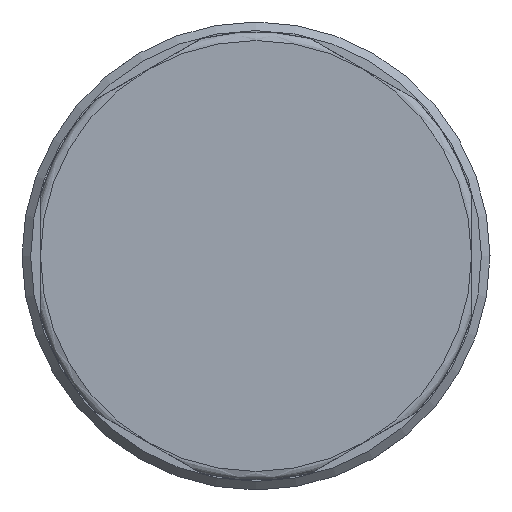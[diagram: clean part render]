
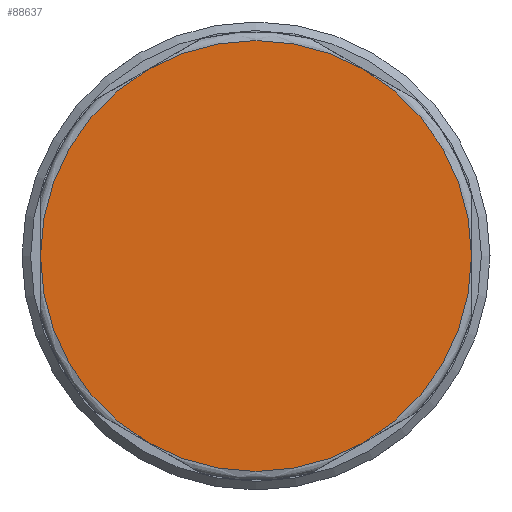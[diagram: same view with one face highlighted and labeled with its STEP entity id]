
A CAD part, left-side view. The second image highlights one B-rep face of the part: STEP entity #88637.
In plain terms, the highlighted planar face has unit normal (-1, 0, 0).
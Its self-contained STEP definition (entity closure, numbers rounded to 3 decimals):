
#87651=CARTESIAN_POINT('',(0.0,6.25,-10.825));
#87652=VERTEX_POINT('',#87651);
#87753=CARTESIAN_POINT('',(0.0,-6.25,-10.825));
#87754=VERTEX_POINT('',#87753);
#87857=CARTESIAN_POINT('',(0.0,-12.5,0.));
#87858=VERTEX_POINT('',#87857);
#87961=CARTESIAN_POINT('',(0.0,-6.25,10.825));
#87962=VERTEX_POINT('',#87961);
#88065=CARTESIAN_POINT('',(0.0,6.25,10.825));
#88066=VERTEX_POINT('',#88065);
#88144=CARTESIAN_POINT('',(0.0,12.5,0.0));
#88145=VERTEX_POINT('',#88144);
#88163=CARTESIAN_POINT('',(0.0,0.0,0.0));
#88164=DIRECTION('',(1.0,0.0,0.0));
#88165=DIRECTION('',(0.0,-1.0,0.0));
#88166=AXIS2_PLACEMENT_3D('',#88163,#88164,#88165);
#88167=CIRCLE('',#88166,12.5);
#88168=EDGE_CURVE('',#88145,#88066,#88167,.T.);
#88187=CARTESIAN_POINT('',(0.0,0.0,0.0));
#88188=DIRECTION('',(1.0,0.0,0.0));
#88189=DIRECTION('',(0.0,-1.0,0.0));
#88190=AXIS2_PLACEMENT_3D('',#88187,#88188,#88189);
#88191=CIRCLE('',#88190,12.5);
#88192=EDGE_CURVE('',#88066,#87962,#88191,.T.);
#88211=CARTESIAN_POINT('',(0.0,0.0,0.0));
#88212=DIRECTION('',(1.0,0.0,0.0));
#88213=DIRECTION('',(0.0,-1.0,0.0));
#88214=AXIS2_PLACEMENT_3D('',#88211,#88212,#88213);
#88215=CIRCLE('',#88214,12.5);
#88216=EDGE_CURVE('',#87962,#87858,#88215,.T.);
#88235=CARTESIAN_POINT('',(0.0,0.0,0.0));
#88236=DIRECTION('',(1.0,0.0,0.0));
#88237=DIRECTION('',(0.0,-1.0,0.0));
#88238=AXIS2_PLACEMENT_3D('',#88235,#88236,#88237);
#88239=CIRCLE('',#88238,12.5);
#88240=EDGE_CURVE('',#87858,#87754,#88239,.T.);
#88259=CARTESIAN_POINT('',(0.0,0.0,0.0));
#88260=DIRECTION('',(1.0,0.0,0.0));
#88261=DIRECTION('',(0.0,-1.0,0.0));
#88262=AXIS2_PLACEMENT_3D('',#88259,#88260,#88261);
#88263=CIRCLE('',#88262,12.5);
#88264=EDGE_CURVE('',#87754,#87652,#88263,.T.);
#88612=CARTESIAN_POINT('',(0.0,0.0,0.0));
#88613=DIRECTION('',(1.0,0.0,0.0));
#88614=DIRECTION('',(0.0,-1.0,0.0));
#88615=AXIS2_PLACEMENT_3D('',#88612,#88613,#88614);
#88616=CIRCLE('',#88615,12.5);
#88617=EDGE_CURVE('',#87652,#88145,#88616,.T.);
#88624=CARTESIAN_POINT('',(0.0,10.688,0.0));
#88625=DIRECTION('',(-1.0,0.0,0.0));
#88626=DIRECTION('',(0.0,0.0,1.0));
#88627=AXIS2_PLACEMENT_3D('',#88624,#88625,#88626);
#88628=PLANE('',#88627);
#88629=ORIENTED_EDGE('',*,*,#88168,.F.);
#88630=ORIENTED_EDGE('',*,*,#88617,.F.);
#88631=ORIENTED_EDGE('',*,*,#88264,.F.);
#88632=ORIENTED_EDGE('',*,*,#88240,.F.);
#88633=ORIENTED_EDGE('',*,*,#88216,.F.);
#88634=ORIENTED_EDGE('',*,*,#88192,.F.);
#88635=EDGE_LOOP('',(#88629,#88630,#88631,#88632,#88633,#88634));
#88636=FACE_OUTER_BOUND('',#88635,.T.);
#88637=ADVANCED_FACE('',(#88636),#88628,.T.);
